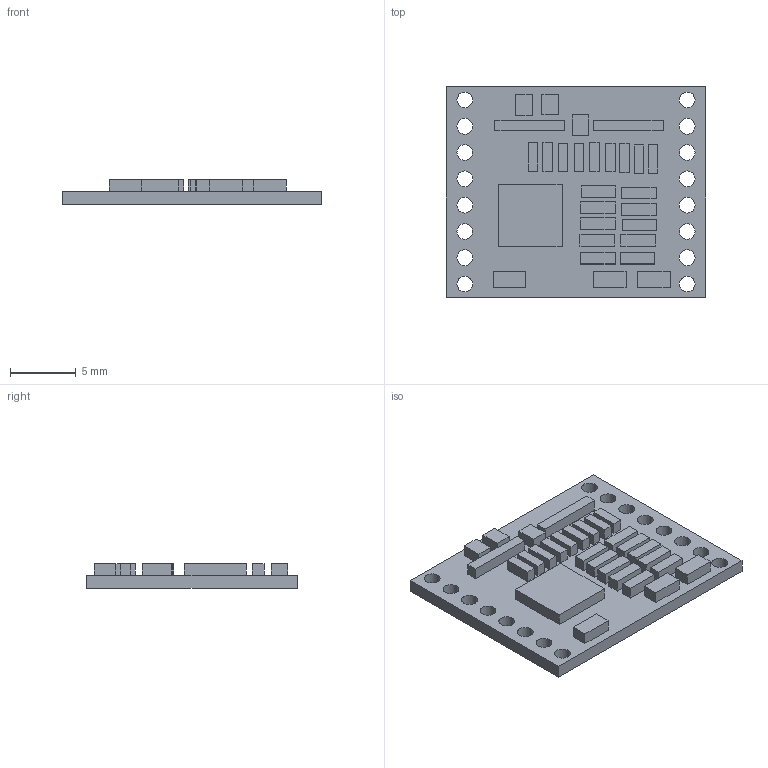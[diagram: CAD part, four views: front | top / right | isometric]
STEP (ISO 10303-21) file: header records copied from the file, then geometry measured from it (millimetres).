
FILE_DESCRIPTION(('CATIA V5 STEP Exchange'),'2;1');
FILE_NAME('RFM69.stp','2015-07-09T10:25:11+00:00',('none'),('none'),'CATIA Version 5 Release 18 GA (IN-10)','CATIA V5 STEP AP203','none');
FILE_SCHEMA(('CONFIG_CONTROL_DESIGN'));
Length unit declared in the file: millimetre
Products named in the file (1): RFM69
Bounding box: 19.7 x 16 x 1.9 mm (x, y, z)
Volume: 373 mm3; surface area: 911 mm2
Topology: 1 solids, 1 shells, 178 faces, 444 edges, 296 vertices
Faces by surface type: plane 146, cylinder 32
Entity records: 4964 total; most frequent: ORIENTED_EDGE 888, CARTESIAN_POINT 853, DIRECTION 668, EDGE_CURVE 444, VECTOR 380, LINE 380, VERTEX_POINT 296, EDGE_LOOP 238
